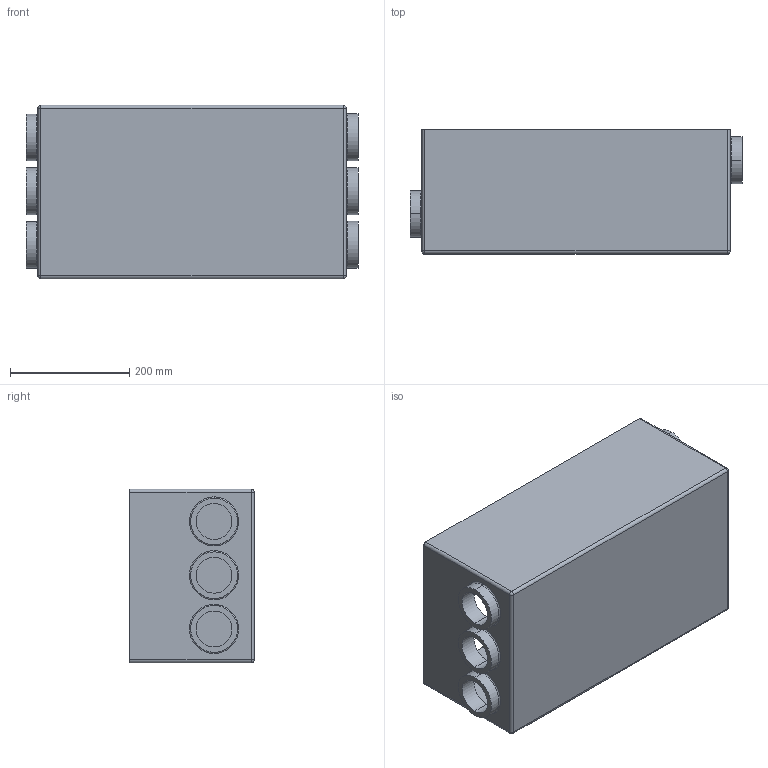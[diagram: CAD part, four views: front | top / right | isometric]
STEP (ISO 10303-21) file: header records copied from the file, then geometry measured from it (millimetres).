
FILE_DESCRIPTION (( 'STEP AP214' ), '1' );
FILE_NAME ('case.STEP', '2023-12-11T17:27:52', ( '' ), ( '' ), 'SwSTEP 2.0', 'SolidWorks 2021', '' );
FILE_SCHEMA (( 'AUTOMOTIVE_DESIGN' ));
Length unit declared in the file: millimetre
Products named in the file (1): case
Bounding box: 556 x 208 x 291 mm (x, y, z)
Volume: 3823723.4 mm3; surface area: 966731.5 mm2
Topology: 1 solids, 1 shells, 65 faces, 148 edges, 88 vertices
Faces by surface type: cylinder 32, plane 17, torus 12, sphere 4
Entity records: 1872 total; most frequent: DIRECTION 364, CARTESIAN_POINT 298, ORIENTED_EDGE 288, AXIS2_PLACEMENT_3D 154, EDGE_CURVE 144, VERTEX_POINT 88, CIRCLE 88, EDGE_LOOP 84
